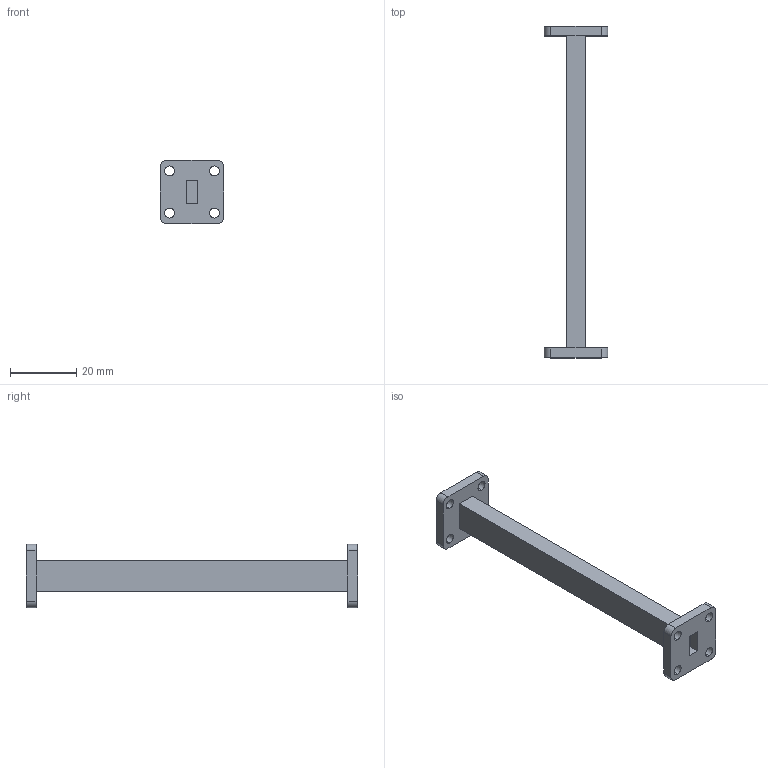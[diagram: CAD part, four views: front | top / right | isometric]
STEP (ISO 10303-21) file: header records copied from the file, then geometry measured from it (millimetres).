
FILE_DESCRIPTION (( 'STEP AP214' ), '1' );
FILE_NAME ('FMW28S001-4_3D.step', '2023-07-13T18:04:08', ( '' ), ( '' ), 'SwSTEP 2.0', 'SolidWorks 2022', '' );
FILE_SCHEMA (( 'AUTOMOTIVE_DESIGN' ));
Length unit declared in the file: millimetre
Products named in the file (4): FMW28S001-4_3D; FBM320^FMW28S001-4; STDF RCTL^FMW28S001-4; FBP320^FMW28S001-4
Assembly tree (3 placements, depth 2):
  FMW28S001-4_3D
    FBM320^FMW28S001-4
    STDF RCTL^FMW28S001-4
    FBP320^FMW28S001-4
Bounding box: 19.1 x 100 x 19.1 mm (x, y, z)
Volume: 6628 mm3; surface area: 4914.3 mm2
Topology: 3 solids, 3 shells, 56 faces, 144 edges, 96 vertices
Faces by surface type: cylinder 28, plane 28
Entity records: 1918 total; most frequent: DIRECTION 324, CARTESIAN_POINT 302, ORIENTED_EDGE 288, EDGE_CURVE 144, AXIS2_PLACEMENT_3D 118, VERTEX_POINT 96, VECTOR 88, LINE 88
